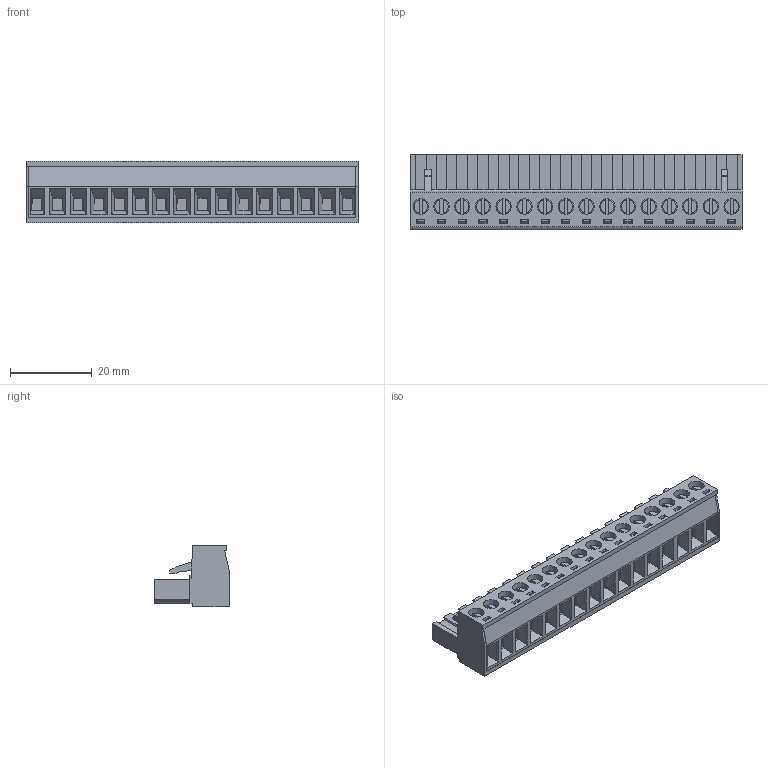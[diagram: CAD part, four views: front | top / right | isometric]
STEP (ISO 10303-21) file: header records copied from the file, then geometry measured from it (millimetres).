
FILE_DESCRIPTION(/* description */ ('Unknown'),/* implementation_level */ '2;1');
FILE_NAME(/* name */ '691351500016',/* time_stamp */ '2021-01-04T16:13:24+01:00',/* author */ ('Unknown'),/* organization */ ('Unknown'),/* preprocessor_version */ 'ST-DEVELOPER v16.7',/* originating_system */ 'DEX',/* authorisation */ $);
FILE_SCHEMA (('AP242_MANAGED_MODEL_BASED_3D_ENGINEERING_MIM_LF { 1 0 10303 442 1 1 4 }','AUTOMOTIVE_DESIGN {1 0 10303 214 3 1 1}'));
Length unit declared in the file: millimetre
Products named in the file (6): 6913515000xx; 691351500016; 6913515000xx_CAGE; 6913515000xx_PIN; 6913515000xx_VIS; 691351500016_CAPOT
Assembly tree (50 placements, depth 2):
  6913515000xx
    691351500016
    6913515000xx_CAGE  x16
    6913515000xx_PIN  x16
    6913515000xx_VIS  x16
    691351500016_CAPOT
Bounding box: 81.38 x 18.2 x 15.1 mm (x, y, z)
Volume: 9143.9 mm3; surface area: 24678.4 mm2
Topology: 50 solids, 50 shells, 3698 faces, 10043 edges, 6556 vertices
Faces by surface type: plane 2728, cylinder 890, torus 48, cone 32
Full cylindrical faces by diameter (mm): 1.6 x16, 2.2 x16, 2.5 x16, 2.9 x16, 2.95 x16, 3 x16, 3.8 x32
Entity records: 57304 total; most frequent: CARTESIAN_POINT 10041, ORIENTED_EDGE 9762, DIRECTION 9118, EDGE_CURVE 4881, LINE 4428, VECTOR 4428, VERTEX_POINT 3220, AXIS2_PLACEMENT_3D 2345
